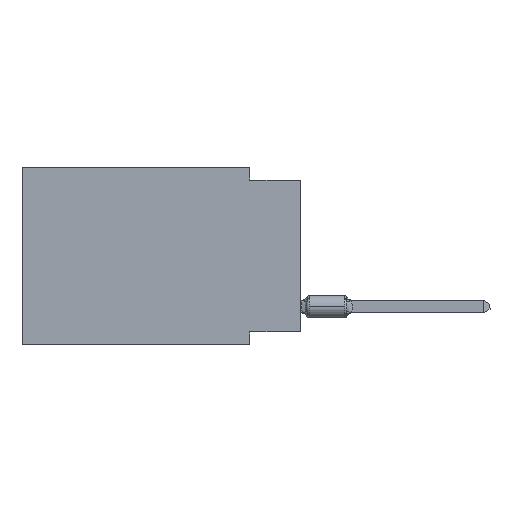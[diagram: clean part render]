
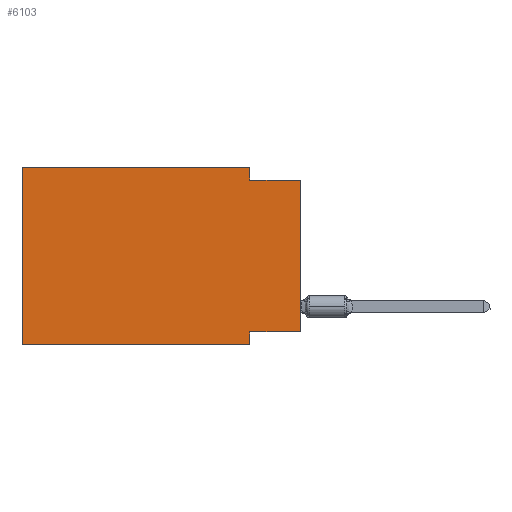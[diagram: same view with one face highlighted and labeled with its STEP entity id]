
A CAD part, left-side view. The second image highlights one B-rep face of the part: STEP entity #6103.
In plain terms, the highlighted planar face has unit normal (-1, 0, 0).
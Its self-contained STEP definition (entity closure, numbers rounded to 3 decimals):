
#876 = EDGE_CURVE ( 'NONE', #10384, #12610, #13812, .T. ) ;
#889 = VERTEX_POINT ( 'NONE', #9546 ) ;
#925 = DIRECTION ( 'NONE',  ( 0., 0., -1. ) ) ;
#1872 = ORIENTED_EDGE ( 'NONE', *, *, #5821, .F. ) ;
#2303 = CARTESIAN_POINT ( 'NONE',  ( 0., 2.54, -8.89 ) ) ;
#2438 = CARTESIAN_POINT ( 'NONE',  ( 0., 2.54, 0. ) ) ;
#2700 = ORIENTED_EDGE ( 'NONE', *, *, #3188, .F. ) ;
#2779 = ORIENTED_EDGE ( 'NONE', *, *, #5681, .F. ) ;
#3146 = DIRECTION ( 'NONE',  ( 0., 0., -1. ) ) ;
#3188 = EDGE_CURVE ( 'NONE', #11386, #14100, #10409, .T. ) ;
#3431 = ORIENTED_EDGE ( 'NONE', *, *, #876, .F. ) ;
#3677 = CARTESIAN_POINT ( 'NONE',  ( 0., 13.97, -8.89 ) ) ;
#3866 = CARTESIAN_POINT ( 'NONE',  ( 0., 0., -0.635 ) ) ;
#4103 = LINE ( 'NONE', #8804, #6110 ) ;
#4315 = DIRECTION ( 'NONE',  ( 1., 0., 0. ) ) ;
#4538 = DIRECTION ( 'NONE',  ( 0., -1., 0. ) ) ;
#4733 = VECTOR ( 'NONE', #4538, 1000. ) ;
#4978 = CARTESIAN_POINT ( 'NONE',  ( 0., 13.97, 0. ) ) ;
#5113 = CARTESIAN_POINT ( 'NONE',  ( 0., 2.54, -0.635 ) ) ;
#5374 = VECTOR ( 'NONE', #6075, 1000. ) ;
#5498 = CARTESIAN_POINT ( 'NONE',  ( 0., 13.97, 0. ) ) ;
#5681 = EDGE_CURVE ( 'NONE', #889, #12276, #6770, .T. ) ;
#5821 = EDGE_CURVE ( 'NONE', #12610, #13604, #10696, .T. ) ;
#5837 = DIRECTION ( 'NONE',  ( 0., 1., 0. ) ) ;
#5963 = VERTEX_POINT ( 'NONE', #3866 ) ;
#6075 = DIRECTION ( 'NONE',  ( 0., 0., -1. ) ) ;
#6103 = ADVANCED_FACE ( 'NONE', ( #12278 ), #13504, .F. ) ;
#6110 = VECTOR ( 'NONE', #8584, 1000. ) ;
#6135 = AXIS2_PLACEMENT_3D ( 'NONE', #11282, #4315, #925 ) ;
#6258 = EDGE_LOOP ( 'NONE', ( #7132, #10130, #2700, #8177, #2779, #12374, #1872, #3431 ) ) ;
#6373 = EDGE_CURVE ( 'NONE', #889, #13604, #7236, .T. ) ;
#6770 = LINE ( 'NONE', #5498, #6831 ) ;
#6831 = VECTOR ( 'NONE', #7777, 1000. ) ;
#6908 = EDGE_CURVE ( 'NONE', #14100, #5963, #4103, .T. ) ;
#7132 = ORIENTED_EDGE ( 'NONE', *, *, #13496, .T. ) ;
#7236 = LINE ( 'NONE', #3677, #12678 ) ;
#7451 = LINE ( 'NONE', #14146, #11610 ) ;
#7733 = LINE ( 'NONE', #11427, #4733 ) ;
#7777 = DIRECTION ( 'NONE',  ( 0., 0., 1. ) ) ;
#8177 = ORIENTED_EDGE ( 'NONE', *, *, #10186, .F. ) ;
#8584 = DIRECTION ( 'NONE',  ( 0., -1., 0. ) ) ;
#8804 = CARTESIAN_POINT ( 'NONE',  ( 0., 0., -0.635 ) ) ;
#8974 = CARTESIAN_POINT ( 'NONE',  ( 0., 2.54, 0. ) ) ;
#9546 = CARTESIAN_POINT ( 'NONE',  ( 0., 13.97, -8.89 ) ) ;
#9726 = CARTESIAN_POINT ( 'NONE',  ( 0., 2.54, -8.89 ) ) ;
#10130 = ORIENTED_EDGE ( 'NONE', *, *, #6908, .F. ) ;
#10173 = CARTESIAN_POINT ( 'NONE',  ( 0., 2.54, -8.255 ) ) ;
#10186 = EDGE_CURVE ( 'NONE', #12276, #11386, #7733, .T. ) ;
#10384 = VERTEX_POINT ( 'NONE', #11812 ) ;
#10409 = LINE ( 'NONE', #8974, #10626 ) ;
#10626 = VECTOR ( 'NONE', #3146, 1000. ) ;
#10696 = LINE ( 'NONE', #2303, #5374 ) ;
#11282 = CARTESIAN_POINT ( 'NONE',  ( 0., 13.97, 0. ) ) ;
#11386 = VERTEX_POINT ( 'NONE', #2438 ) ;
#11427 = CARTESIAN_POINT ( 'NONE',  ( 0., 13.97, 0. ) ) ;
#11593 = CARTESIAN_POINT ( 'NONE',  ( 0., 0., -8.255 ) ) ;
#11610 = VECTOR ( 'NONE', #14293, 1000. ) ;
#11812 = CARTESIAN_POINT ( 'NONE',  ( 0., 0., -8.255 ) ) ;
#12276 = VERTEX_POINT ( 'NONE', #4978 ) ;
#12278 = FACE_OUTER_BOUND ( 'NONE', #6258, .T. ) ;
#12374 = ORIENTED_EDGE ( 'NONE', *, *, #6373, .T. ) ;
#12610 = VERTEX_POINT ( 'NONE', #10173 ) ;
#12678 = VECTOR ( 'NONE', #12939, 1000. ) ;
#12939 = DIRECTION ( 'NONE',  ( 0., -1., 0. ) ) ;
#12998 = VECTOR ( 'NONE', #5837, 1000. ) ;
#13496 = EDGE_CURVE ( 'NONE', #10384, #5963, #7451, .T. ) ;
#13504 = PLANE ( 'NONE',  #6135 ) ;
#13604 = VERTEX_POINT ( 'NONE', #9726 ) ;
#13812 = LINE ( 'NONE', #11593, #12998 ) ;
#14100 = VERTEX_POINT ( 'NONE', #5113 ) ;
#14146 = CARTESIAN_POINT ( 'NONE',  ( 0., 0., 0. ) ) ;
#14293 = DIRECTION ( 'NONE',  ( 0., 0., 1. ) ) ;
